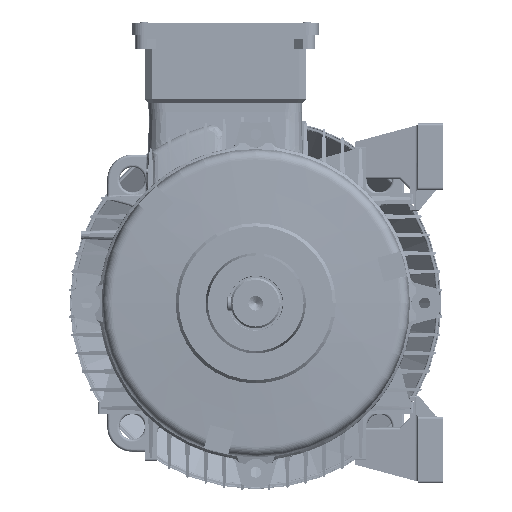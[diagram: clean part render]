
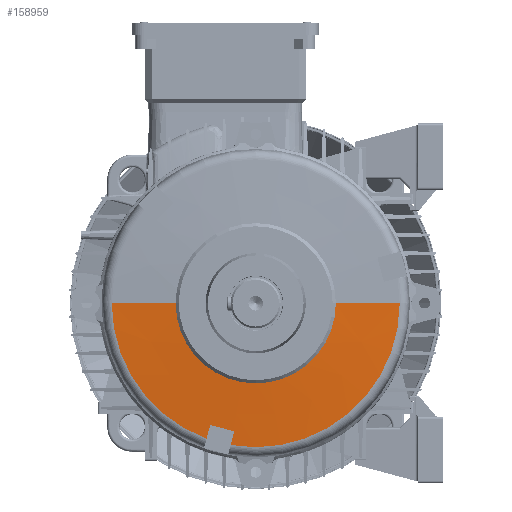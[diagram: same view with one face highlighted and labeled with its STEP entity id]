
A CAD part, left-side view. The second image highlights one B-rep face of the part: STEP entity #158959.
In plain terms, the highlighted conical face has half-angle 86.534 degrees and reference radius 96.287 mm.
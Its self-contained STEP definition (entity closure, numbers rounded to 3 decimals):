
#12215 = DIRECTION ( 'NONE',  ( -1., 0., 0. ) ) ;
#15160 = VERTEX_POINT ( 'NONE', #123447 ) ;
#25249 = CARTESIAN_POINT ( 'NONE',  ( 47.911, 0., 0. ) ) ;
#25762 = VECTOR ( 'NONE', #98368, 1000. ) ;
#30302 = EDGE_LOOP ( 'NONE', ( #226720, #36320, #192760, #133216 ) ) ;
#32958 = DIRECTION ( 'NONE',  ( 0., 0., 1. ) ) ;
#35052 = EDGE_CURVE ( 'NONE', #89315, #48823, #93870, .T. ) ;
#36320 = ORIENTED_EDGE ( 'NONE', *, *, #118258, .T. ) ;
#42303 = CARTESIAN_POINT ( 'NONE',  ( 43.264, 0., -173.017 ) ) ;
#48823 = VERTEX_POINT ( 'NONE', #202595 ) ;
#51418 = CARTESIAN_POINT ( 'NONE',  ( 47.911, 0., 0. ) ) ;
#55702 = EDGE_CURVE ( 'NONE', #89315, #15160, #159837, .T. ) ;
#57623 = DIRECTION ( 'NONE',  ( -1., 0., 0. ) ) ;
#71589 = VECTOR ( 'NONE', #211790, 1000. ) ;
#77582 = CIRCLE ( 'NONE', #107022, 173.017 ) ;
#81075 = CARTESIAN_POINT ( 'NONE',  ( 47.911, 0., -96.286 ) ) ;
#89315 = VERTEX_POINT ( 'NONE', #215534 ) ;
#93870 = CIRCLE ( 'NONE', #222824, 96.286 ) ;
#98368 = DIRECTION ( 'NONE',  ( -0.06, 0., -0.998 ) ) ;
#107022 = AXIS2_PLACEMENT_3D ( 'NONE', #214016, #203499, #202364 ) ;
#116800 = LINE ( 'NONE', #81075, #25762 ) ;
#118258 = EDGE_CURVE ( 'NONE', #48823, #202451, #116800, .T. ) ;
#123447 = CARTESIAN_POINT ( 'NONE',  ( 43.264, 0., 173.017 ) ) ;
#133216 = ORIENTED_EDGE ( 'NONE', *, *, #55702, .F. ) ;
#158144 = CONICAL_SURFACE ( 'NONE', #206095, 96.286, 1.51 ) ;
#158959 = ADVANCED_FACE ( 'NONE', ( #183331 ), #158144, .T. ) ;
#159837 = LINE ( 'NONE', #191056, #71589 ) ;
#183331 = FACE_OUTER_BOUND ( 'NONE', #30302, .T. ) ;
#191056 = CARTESIAN_POINT ( 'NONE',  ( 47.911, 0., 96.286 ) ) ;
#192760 = ORIENTED_EDGE ( 'NONE', *, *, #197508, .F. ) ;
#197508 = EDGE_CURVE ( 'NONE', #15160, #202451, #77582, .T. ) ;
#202364 = DIRECTION ( 'NONE',  ( 0., 0., 1. ) ) ;
#202451 = VERTEX_POINT ( 'NONE', #42303 ) ;
#202595 = CARTESIAN_POINT ( 'NONE',  ( 47.911, 0., -96.286 ) ) ;
#203499 = DIRECTION ( 'NONE',  ( -1., 0., 0. ) ) ;
#206095 = AXIS2_PLACEMENT_3D ( 'NONE', #25249, #57623, #215718 ) ;
#211790 = DIRECTION ( 'NONE',  ( -0.06, 0., 0.998 ) ) ;
#214016 = CARTESIAN_POINT ( 'NONE',  ( 43.264, 0., 0. ) ) ;
#215534 = CARTESIAN_POINT ( 'NONE',  ( 47.911, 0., 96.286 ) ) ;
#215718 = DIRECTION ( 'NONE',  ( 0., 0., 1. ) ) ;
#222824 = AXIS2_PLACEMENT_3D ( 'NONE', #51418, #12215, #32958 ) ;
#226720 = ORIENTED_EDGE ( 'NONE', *, *, #35052, .T. ) ;
